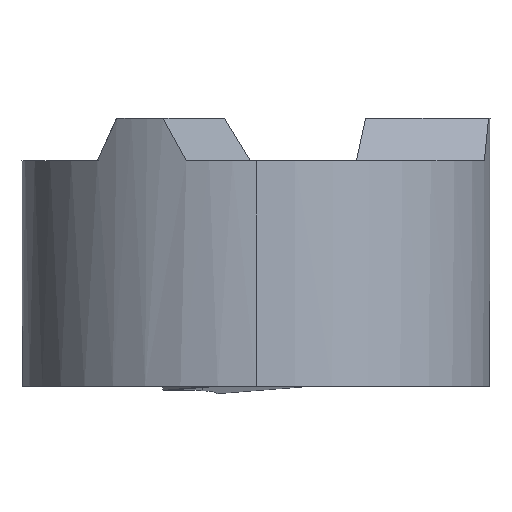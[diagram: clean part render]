
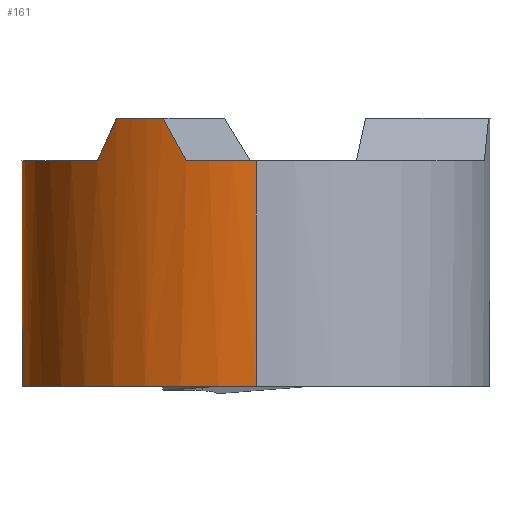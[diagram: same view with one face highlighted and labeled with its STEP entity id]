
A CAD part, left-side view. The second image highlights one B-rep face of the part: STEP entity #161.
In plain terms, the highlighted cylindrical face has radius 5.5 mm (diameter 11 mm), a partial arc.
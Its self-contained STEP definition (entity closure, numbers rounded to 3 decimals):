
#51=(
BOUNDED_CURVE()
B_SPLINE_CURVE(3,(#1760,#1761,#1762,#1763),.UNSPECIFIED.,.F.,.F.)
B_SPLINE_CURVE_WITH_KNOTS((4,4),(0.,1.),.UNSPECIFIED.)
CURVE()
GEOMETRIC_REPRESENTATION_ITEM()
RATIONAL_B_SPLINE_CURVE((1.,1.,1.,1.))
REPRESENTATION_ITEM('')
);
#53=(
BOUNDED_CURVE()
B_SPLINE_CURVE(3,(#1775,#1776,#1777,#1778),.UNSPECIFIED.,.F.,.F.)
B_SPLINE_CURVE_WITH_KNOTS((4,4),(0.,1.),.UNSPECIFIED.)
CURVE()
GEOMETRIC_REPRESENTATION_ITEM()
RATIONAL_B_SPLINE_CURVE((1.,0.999,0.999,1.))
REPRESENTATION_ITEM('')
);
#55=(
BOUNDED_CURVE()
B_SPLINE_CURVE(3,(#1784,#1785,#1786,#1787),.UNSPECIFIED.,.F.,.F.)
B_SPLINE_CURVE_WITH_KNOTS((4,4),(0.,1.),.UNSPECIFIED.)
CURVE()
GEOMETRIC_REPRESENTATION_ITEM()
RATIONAL_B_SPLINE_CURVE((1.,0.999,0.999,1.))
REPRESENTATION_ITEM('')
);
#61=CYLINDRICAL_SURFACE('',#1045,5.5);
#120=CIRCLE('',#1031,5.5);
#122=CIRCLE('',#1040,5.5);
#124=CIRCLE('',#1043,5.5);
#125=CIRCLE('',#1044,5.5);
#161=ADVANCED_FACE('',(#235),#61,.T.);
#235=FACE_OUTER_BOUND('',#288,.T.);
#288=EDGE_LOOP('',(#452,#453,#454,#455,#456,#457,#458,#459,#460));
#452=ORIENTED_EDGE('',*,*,#745,.F.);
#453=ORIENTED_EDGE('',*,*,#787,.F.);
#454=ORIENTED_EDGE('',*,*,#782,.F.);
#455=ORIENTED_EDGE('',*,*,#770,.F.);
#456=ORIENTED_EDGE('',*,*,#780,.F.);
#457=ORIENTED_EDGE('',*,*,#785,.F.);
#458=ORIENTED_EDGE('',*,*,#776,.F.);
#459=ORIENTED_EDGE('',*,*,#754,.T.);
#460=ORIENTED_EDGE('',*,*,#788,.T.);
#641=VERTEX_POINT('',#1651);
#643=VERTEX_POINT('',#1654);
#648=VERTEX_POINT('',#1698);
#649=VERTEX_POINT('',#1700);
#657=VERTEX_POINT('',#1746);
#659=VERTEX_POINT('',#1749);
#661=VERTEX_POINT('',#1764);
#663=VERTEX_POINT('',#1773);
#665=VERTEX_POINT('',#1788);
#745=EDGE_CURVE('',#641,#643,#844,.T.);
#754=EDGE_CURVE('',#649,#648,#846,.T.);
#770=EDGE_CURVE('',#657,#659,#120,.T.);
#776=EDGE_CURVE('',#649,#661,#51,.T.);
#780=EDGE_CURVE('',#663,#657,#53,.T.);
#782=EDGE_CURVE('',#659,#665,#55,.T.);
#785=EDGE_CURVE('',#661,#663,#122,.T.);
#787=EDGE_CURVE('',#665,#641,#124,.T.);
#788=EDGE_CURVE('',#648,#643,#125,.T.);
#844=LINE('',#1653,#882);
#846=LINE('',#1699,#884);
#882=VECTOR('',#1147,1.);
#884=VECTOR('',#1157,1.);
#1031=AXIS2_PLACEMENT_3D('',#1748,#1180,#1181);
#1040=AXIS2_PLACEMENT_3D('',#1796,#1205,#1206);
#1043=AXIS2_PLACEMENT_3D('',#1799,#1211,#1212);
#1044=AXIS2_PLACEMENT_3D('',#1800,#1213,#1214);
#1045=AXIS2_PLACEMENT_3D('',#1801,#1215,#1216);
#1147=DIRECTION('',(0.,0.,-1.));
#1157=DIRECTION('',(0.,0.,-1.));
#1180=DIRECTION('',(0.,0.,1.));
#1181=DIRECTION('',(1.,0.,0.));
#1205=DIRECTION('',(0.,0.,1.));
#1206=DIRECTION('',(1.,0.,0.));
#1211=DIRECTION('',(0.,0.,1.));
#1212=DIRECTION('',(1.,0.,0.));
#1213=DIRECTION('',(0.,0.,1.));
#1214=DIRECTION('',(1.,0.,0.));
#1215=DIRECTION('',(0.,0.,-1.));
#1216=DIRECTION('',(1.,0.,0.));
#1651=CARTESIAN_POINT('',(-5.5,0.,-0.1));
#1653=CARTESIAN_POINT('',(-5.5,0.,0.9));
#1654=CARTESIAN_POINT('',(-5.5,0.,-5.4));
#1698=CARTESIAN_POINT('',(4.299,3.43,-5.4));
#1699=CARTESIAN_POINT('',(4.299,3.43,0.9));
#1700=CARTESIAN_POINT('',(4.299,3.43,0.568));
#1746=CARTESIAN_POINT('',(-4.417,3.277,0.9));
#1748=CARTESIAN_POINT('',(0.,0.,0.9));
#1749=CARTESIAN_POINT('',(-5.046,2.187,0.9));
#1760=CARTESIAN_POINT('',(4.299,3.43,0.568));
#1761=CARTESIAN_POINT('',(4.218,3.532,0.344));
#1762=CARTESIAN_POINT('',(4.133,3.632,0.121));
#1763=CARTESIAN_POINT('',(4.044,3.728,-0.1));
#1764=CARTESIAN_POINT('',(4.044,3.728,-0.1));
#1773=CARTESIAN_POINT('',(-4.044,3.728,-0.1));
#1775=CARTESIAN_POINT('',(-4.044,3.728,-0.1));
#1776=CARTESIAN_POINT('',(-4.176,3.584,0.23));
#1777=CARTESIAN_POINT('',(-4.301,3.434,0.564));
#1778=CARTESIAN_POINT('',(-4.417,3.277,0.9));
#1784=CARTESIAN_POINT('',(-5.046,2.187,0.9));
#1785=CARTESIAN_POINT('',(-5.124,2.008,0.564));
#1786=CARTESIAN_POINT('',(-5.192,1.825,0.23));
#1787=CARTESIAN_POINT('',(-5.25,1.638,-0.1));
#1788=CARTESIAN_POINT('',(-5.25,1.638,-0.1));
#1796=CARTESIAN_POINT('',(0.,0.,-0.1));
#1799=CARTESIAN_POINT('',(0.,0.,-0.1));
#1800=CARTESIAN_POINT('',(0.,0.,-5.4));
#1801=CARTESIAN_POINT('',(0.,0.,0.9));
